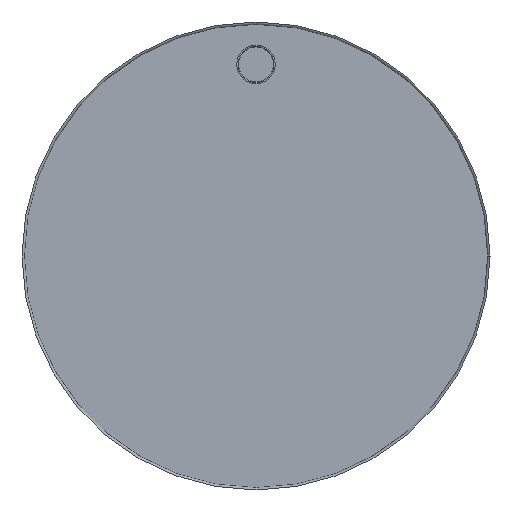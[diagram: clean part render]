
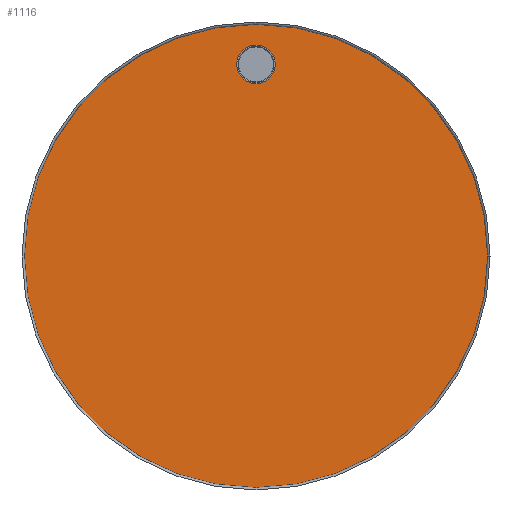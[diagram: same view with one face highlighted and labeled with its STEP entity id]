
A CAD part, front view. The second image highlights one B-rep face of the part: STEP entity #1116.
In plain terms, the highlighted face is planar.
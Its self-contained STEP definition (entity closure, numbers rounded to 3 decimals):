
#241=PLANE('',#1202);
#291=FACE_BOUND('',#391,.T.);
#311=FACE_OUTER_BOUND('',#390,.T.);
#390=EDGE_LOOP('',(#772));
#391=EDGE_LOOP('',(#773));
#480=CIRCLE('',#1196,16.75);
#483=CIRCLE('',#1200,201.75);
#532=VERTEX_POINT('',#1708);
#535=VERTEX_POINT('',#1715);
#622=EDGE_CURVE('',#532,#532,#480,.T.);
#625=EDGE_CURVE('',#535,#535,#483,.T.);
#772=ORIENTED_EDGE('',*,*,#625,.T.);
#773=ORIENTED_EDGE('',*,*,#622,.T.);
#1116=ADVANCED_FACE('',(#311,#291),#241,.T.);
#1196=AXIS2_PLACEMENT_3D('',#1709,#1338,#1339);
#1200=AXIS2_PLACEMENT_3D('',#1716,#1346,#1347);
#1202=AXIS2_PLACEMENT_3D('',#1718,#1350,#1351);
#1338=DIRECTION('center_axis',(0.,0.,1.));
#1339=DIRECTION('ref_axis',(-1.,0.,0.));
#1346=DIRECTION('center_axis',(0.,0.,-1.));
#1347=DIRECTION('ref_axis',(-1.,0.,0.));
#1350=DIRECTION('center_axis',(0.,0.,-1.));
#1351=DIRECTION('ref_axis',(-1.,0.,0.));
#1708=CARTESIAN_POINT('',(-150.,0.,0.));
#1709=CARTESIAN_POINT('Origin',(-166.75,0.,0.));
#1715=CARTESIAN_POINT('',(201.75,0.,0.));
#1716=CARTESIAN_POINT('Origin',(0.,0.,0.));
#1718=CARTESIAN_POINT('Origin',(0.,0.,0.));
